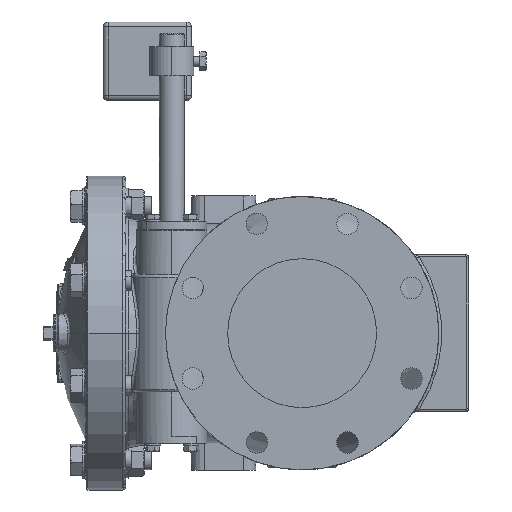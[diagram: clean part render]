
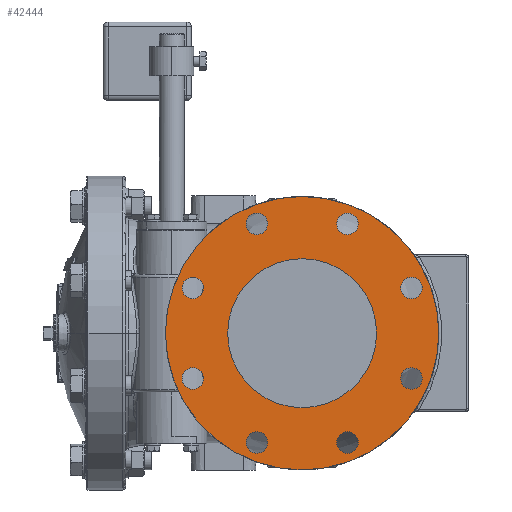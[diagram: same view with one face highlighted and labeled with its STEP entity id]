
A CAD part, left-side view. The second image highlights one B-rep face of the part: STEP entity #42444.
In plain terms, the highlighted planar face has unit normal (-1, 0, 0).
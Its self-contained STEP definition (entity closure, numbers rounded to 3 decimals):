
#15518=CARTESIAN_POINT('',(-7.008,0.,0.));
#15519=DIRECTION('',(1.,0.,0.));
#15520=DIRECTION('',(0.,-1.,0.));
#15521=AXIS2_PLACEMENT_3D('',#15518,#15519,#15520);
#15565=CARTESIAN_POINT('',(-7.008,-1.819,
-4.392));
#15566=DIRECTION('',(-1.,0.,0.));
#15567=DIRECTION('',(0.,-1.,0.));
#15568=AXIS2_PLACEMENT_3D('',#15565,#15566,#15567);
#15570=CARTESIAN_POINT('',(-7.008,-1.819,
-4.392));
#15571=DIRECTION('',(-1.,0.,0.));
#15572=DIRECTION('',(0.,1.,0.));
#15573=AXIS2_PLACEMENT_3D('',#15570,#15571,#15572);
#15575=CARTESIAN_POINT('',(-7.008,-4.392,
-1.819));
#15576=DIRECTION('',(-1.,0.,0.));
#15577=DIRECTION('',(0.,-0.707,0.707));
#15578=AXIS2_PLACEMENT_3D('',#15575,#15576,#15577);
#15580=CARTESIAN_POINT('',(-7.008,-4.392,
-1.819));
#15581=DIRECTION('',(-1.,0.,0.));
#15582=DIRECTION('',(0.,0.707,-0.707));
#15583=AXIS2_PLACEMENT_3D('',#15580,#15581,#15582);
#15585=CARTESIAN_POINT('',(-7.008,-4.392,
1.819));
#15586=DIRECTION('',(-1.,0.,0.));
#15587=DIRECTION('',(0.,0.,1.));
#15588=AXIS2_PLACEMENT_3D('',#15585,#15586,#15587);
#15590=CARTESIAN_POINT('',(-7.008,-4.392,
1.819));
#15591=DIRECTION('',(-1.,0.,0.));
#15592=DIRECTION('',(0.,0.,-1.));
#15593=AXIS2_PLACEMENT_3D('',#15590,#15591,#15592);
#15595=CARTESIAN_POINT('',(-7.008,-1.819,
4.392));
#15596=DIRECTION('',(-1.,0.,0.));
#15597=DIRECTION('',(0.,0.707,0.707));
#15598=AXIS2_PLACEMENT_3D('',#15595,#15596,#15597);
#15600=CARTESIAN_POINT('',(-7.008,-1.819,
4.392));
#15601=DIRECTION('',(-1.,0.,0.));
#15602=DIRECTION('',(0.,-0.707,-0.707));
#15603=AXIS2_PLACEMENT_3D('',#15600,#15601,#15602);
#15605=CARTESIAN_POINT('',(-7.008,1.819,
4.392));
#15606=DIRECTION('',(-1.,0.,0.));
#15607=DIRECTION('',(0.,1.,0.));
#15608=AXIS2_PLACEMENT_3D('',#15605,#15606,#15607);
#15610=CARTESIAN_POINT('',(-7.008,1.819,
4.392));
#15611=DIRECTION('',(-1.,0.,0.));
#15612=DIRECTION('',(0.,-1.,0.));
#15613=AXIS2_PLACEMENT_3D('',#15610,#15611,#15612);
#15615=CARTESIAN_POINT('',(-7.008,4.392,
1.819));
#15616=DIRECTION('',(-1.,0.,0.));
#15617=DIRECTION('',(0.,0.707,-0.707));
#15618=AXIS2_PLACEMENT_3D('',#15615,#15616,#15617);
#15620=CARTESIAN_POINT('',(-7.008,4.392,
1.819));
#15621=DIRECTION('',(-1.,0.,0.));
#15622=DIRECTION('',(0.,-0.707,0.707));
#15623=AXIS2_PLACEMENT_3D('',#15620,#15621,#15622);
#15625=CARTESIAN_POINT('',(-7.008,4.392,
-1.819));
#15626=DIRECTION('',(-1.,0.,0.));
#15627=DIRECTION('',(0.,0.,-1.));
#15628=AXIS2_PLACEMENT_3D('',#15625,#15626,#15627);
#15630=CARTESIAN_POINT('',(-7.008,4.392,
-1.819));
#15631=DIRECTION('',(-1.,0.,0.));
#15632=DIRECTION('',(0.,0.,1.));
#15633=AXIS2_PLACEMENT_3D('',#15630,#15631,#15632);
#15635=CARTESIAN_POINT('',(-7.008,1.819,
-4.392));
#15636=DIRECTION('',(-1.,0.,0.));
#15637=DIRECTION('',(0.,-0.707,-0.707));
#15638=AXIS2_PLACEMENT_3D('',#15635,#15636,#15637);
#15640=CARTESIAN_POINT('',(-7.008,1.819,
-4.392));
#15641=DIRECTION('',(-1.,0.,0.));
#15642=DIRECTION('',(0.,0.707,0.707));
#15643=AXIS2_PLACEMENT_3D('',#15640,#15641,#15642);
#15645=CARTESIAN_POINT('',(-7.008,0.,0.));
#15646=DIRECTION('',(1.,0.,0.));
#15647=DIRECTION('',(0.,1.,0.));
#15648=AXIS2_PLACEMENT_3D('',#15645,#15646,#15647);
#15838=CARTESIAN_POINT('',(-7.008,0.,0.));
#15839=DIRECTION('',(1.,0.,0.));
#15840=DIRECTION('',(0.,-1.,0.));
#15841=AXIS2_PLACEMENT_3D('',#15838,#15839,#15840);
#15852=CARTESIAN_POINT('',(-7.008,0.,0.));
#15853=DIRECTION('',(1.,0.,0.));
#15854=DIRECTION('',(0.,1.,0.));
#15855=AXIS2_PLACEMENT_3D('',#15852,#15853,#15854);
#23074=CARTESIAN_POINT('',(-7.008,-2.992,0.));
#23075=CARTESIAN_POINT('',(-7.008,2.992,0.));
#23076=VERTEX_POINT('',#23074);
#23077=VERTEX_POINT('',#23075);
#23078=CARTESIAN_POINT('',(-7.008,-5.492,0.));
#23079=CARTESIAN_POINT('',(-7.008,5.492,0.));
#23080=VERTEX_POINT('',#23078);
#23081=VERTEX_POINT('',#23079);
#23140=CARTESIAN_POINT('',(-7.008,-2.252,
-4.392));
#23141=CARTESIAN_POINT('',(-7.008,-1.386,
-4.392));
#23142=VERTEX_POINT('',#23140);
#23143=VERTEX_POINT('',#23141);
#23148=CARTESIAN_POINT('',(-7.008,-4.698,
-1.513));
#23149=CARTESIAN_POINT('',(-7.008,-4.086,
-2.125));
#23150=VERTEX_POINT('',#23148);
#23151=VERTEX_POINT('',#23149);
#23156=CARTESIAN_POINT('',(-7.008,-4.392,
2.252));
#23157=CARTESIAN_POINT('',(-7.008,-4.392,
1.386));
#23158=VERTEX_POINT('',#23156);
#23159=VERTEX_POINT('',#23157);
#23164=CARTESIAN_POINT('',(-7.008,-1.513,
4.698));
#23165=CARTESIAN_POINT('',(-7.008,-2.125,
4.086));
#23166=VERTEX_POINT('',#23164);
#23167=VERTEX_POINT('',#23165);
#23619=CARTESIAN_POINT('',(-7.008,2.252,
4.392));
#23620=CARTESIAN_POINT('',(-7.008,1.386,
4.392));
#23621=VERTEX_POINT('',#23619);
#23622=VERTEX_POINT('',#23620);
#23627=CARTESIAN_POINT('',(-7.008,4.698,
1.513));
#23628=CARTESIAN_POINT('',(-7.008,4.086,
2.125));
#23629=VERTEX_POINT('',#23627);
#23630=VERTEX_POINT('',#23628);
#23635=CARTESIAN_POINT('',(-7.008,4.392,
-2.252));
#23636=CARTESIAN_POINT('',(-7.008,4.392,
-1.386));
#23637=VERTEX_POINT('',#23635);
#23638=VERTEX_POINT('',#23636);
#23643=CARTESIAN_POINT('',(-7.008,1.513,
-4.698));
#23644=CARTESIAN_POINT('',(-7.008,2.125,
-4.086));
#23645=VERTEX_POINT('',#23643);
#23646=VERTEX_POINT('',#23644);
#42380=CARTESIAN_POINT('',(-7.008,0.,0.));
#42381=DIRECTION('',(1.,0.,0.));
#42382=DIRECTION('',(0.,-1.,0.));
#42383=AXIS2_PLACEMENT_3D('',#42380,#42381,#42382);
#42384=PLANE('',#42383);
#42385=ORIENTED_EDGE('',*,*,#42359,.T.);
#42387=ORIENTED_EDGE('',*,*,#42386,.T.);
#42388=EDGE_LOOP('',(#42385,#42387));
#42389=FACE_OUTER_BOUND('',#42388,.F.);
#42391=ORIENTED_EDGE('',*,*,#42390,.F.);
#42393=ORIENTED_EDGE('',*,*,#42392,.F.);
#42394=EDGE_LOOP('',(#42391,#42393));
#42395=FACE_BOUND('',#42394,.F.);
#42397=ORIENTED_EDGE('',*,*,#42396,.T.);
#42399=ORIENTED_EDGE('',*,*,#42398,.T.);
#42400=EDGE_LOOP('',(#42397,#42399));
#42401=FACE_BOUND('',#42400,.F.);
#42403=ORIENTED_EDGE('',*,*,#42402,.T.);
#42405=ORIENTED_EDGE('',*,*,#42404,.T.);
#42406=EDGE_LOOP('',(#42403,#42405));
#42407=FACE_BOUND('',#42406,.F.);
#42409=ORIENTED_EDGE('',*,*,#42408,.T.);
#42411=ORIENTED_EDGE('',*,*,#42410,.T.);
#42412=EDGE_LOOP('',(#42409,#42411));
#42413=FACE_BOUND('',#42412,.F.);
#42415=ORIENTED_EDGE('',*,*,#42414,.T.);
#42417=ORIENTED_EDGE('',*,*,#42416,.T.);
#42418=EDGE_LOOP('',(#42415,#42417));
#42419=FACE_BOUND('',#42418,.F.);
#42421=ORIENTED_EDGE('',*,*,#42420,.T.);
#42423=ORIENTED_EDGE('',*,*,#42422,.T.);
#42424=EDGE_LOOP('',(#42421,#42423));
#42425=FACE_BOUND('',#42424,.F.);
#42427=ORIENTED_EDGE('',*,*,#42426,.T.);
#42429=ORIENTED_EDGE('',*,*,#42428,.T.);
#42430=EDGE_LOOP('',(#42427,#42429));
#42431=FACE_BOUND('',#42430,.F.);
#42433=ORIENTED_EDGE('',*,*,#42432,.T.);
#42435=ORIENTED_EDGE('',*,*,#42434,.T.);
#42436=EDGE_LOOP('',(#42433,#42435));
#42437=FACE_BOUND('',#42436,.F.);
#42439=ORIENTED_EDGE('',*,*,#42438,.T.);
#42441=ORIENTED_EDGE('',*,*,#42440,.T.);
#42442=EDGE_LOOP('',(#42439,#42441));
#42443=FACE_BOUND('',#42442,.F.);
#15522=CIRCLE('',#15521,5.492);
#15569=CIRCLE('',#15568,0.433);
#15574=CIRCLE('',#15573,0.433);
#15579=CIRCLE('',#15578,0.433);
#15584=CIRCLE('',#15583,0.433);
#15589=CIRCLE('',#15588,0.433);
#15594=CIRCLE('',#15593,0.433);
#15599=CIRCLE('',#15598,0.433);
#15604=CIRCLE('',#15603,0.433);
#15609=CIRCLE('',#15608,0.433);
#15614=CIRCLE('',#15613,0.433);
#15619=CIRCLE('',#15618,0.433);
#15624=CIRCLE('',#15623,0.433);
#15629=CIRCLE('',#15628,0.433);
#15634=CIRCLE('',#15633,0.433);
#15639=CIRCLE('',#15638,0.433);
#15644=CIRCLE('',#15643,0.433);
#15649=CIRCLE('',#15648,5.492);
#15842=CIRCLE('',#15841,2.992);
#15856=CIRCLE('',#15855,2.992);
#42359=EDGE_CURVE('',#23080,#23081,#15522,.T.);
#42386=EDGE_CURVE('',#23081,#23080,#15649,.T.);
#42390=EDGE_CURVE('',#23076,#23077,#15842,.T.);
#42392=EDGE_CURVE('',#23077,#23076,#15856,.T.);
#42396=EDGE_CURVE('',#23142,#23143,#15569,.T.);
#42398=EDGE_CURVE('',#23143,#23142,#15574,.T.);
#42402=EDGE_CURVE('',#23150,#23151,#15579,.T.);
#42404=EDGE_CURVE('',#23151,#23150,#15584,.T.);
#42408=EDGE_CURVE('',#23158,#23159,#15589,.T.);
#42410=EDGE_CURVE('',#23159,#23158,#15594,.T.);
#42414=EDGE_CURVE('',#23166,#23167,#15599,.T.);
#42416=EDGE_CURVE('',#23167,#23166,#15604,.T.);
#42420=EDGE_CURVE('',#23621,#23622,#15609,.T.);
#42422=EDGE_CURVE('',#23622,#23621,#15614,.T.);
#42426=EDGE_CURVE('',#23629,#23630,#15619,.T.);
#42428=EDGE_CURVE('',#23630,#23629,#15624,.T.);
#42432=EDGE_CURVE('',#23637,#23638,#15629,.T.);
#42434=EDGE_CURVE('',#23638,#23637,#15634,.T.);
#42438=EDGE_CURVE('',#23645,#23646,#15639,.T.);
#42440=EDGE_CURVE('',#23646,#23645,#15644,.T.);
#42444=ADVANCED_FACE('',(#42389,#42395,#42401,#42407,#42413,#42419,#42425,
#42431,#42437,#42443),#42384,.F.);
